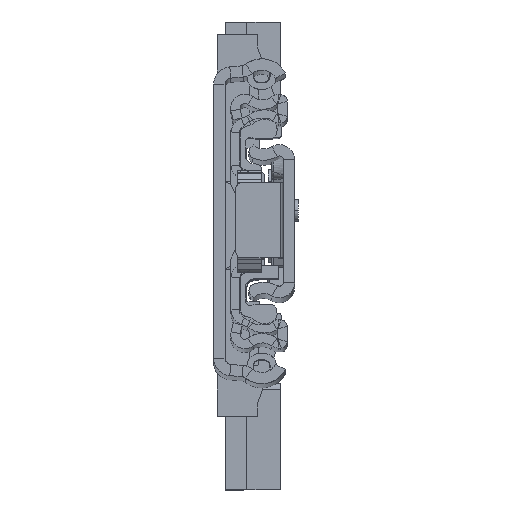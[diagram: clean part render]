
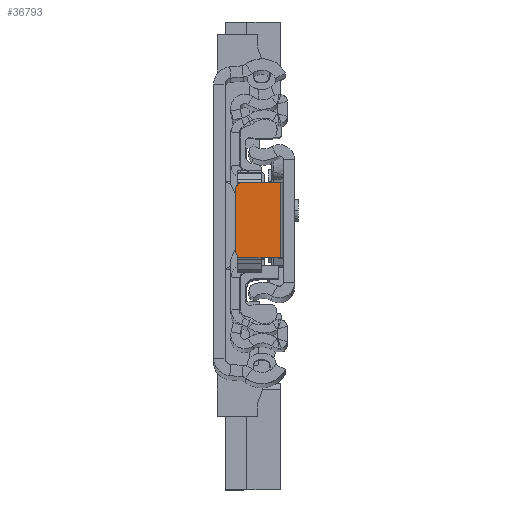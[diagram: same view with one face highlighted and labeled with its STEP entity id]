
A CAD part, top view. The second image highlights one B-rep face of the part: STEP entity #36793.
In plain terms, the highlighted planar face has unit normal (0, 0, 1).
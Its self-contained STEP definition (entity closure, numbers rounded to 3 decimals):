
#278 = CARTESIAN_POINT ( 'NONE',  ( -2.3, 6.151, -6.8 ) ) ;
#1013 = DIRECTION ( 'NONE',  ( 1., 0., 0. ) ) ;
#1744 = CARTESIAN_POINT ( 'NONE',  ( -9.4, 6.151, -6.8 ) ) ;
#1946 = LINE ( 'NONE', #15198, #5795 ) ;
#3096 = CIRCLE ( 'NONE', #9331, 1. ) ;
#3650 = VERTEX_POINT ( 'NONE', #34747 ) ;
#5795 = VECTOR ( 'NONE', #28536, 1000. ) ;
#6972 = VERTEX_POINT ( 'NONE', #41843 ) ;
#6991 = VECTOR ( 'NONE', #34508, 1000. ) ;
#7976 = ORIENTED_EDGE ( 'NONE', *, *, #11142, .T. ) ;
#8506 = CARTESIAN_POINT ( 'NONE',  ( 0., 0., -6.8 ) ) ;
#9331 = AXIS2_PLACEMENT_3D ( 'NONE', #24767, #28254, #1013 ) ;
#9412 = CARTESIAN_POINT ( 'NONE',  ( -1.8, 6.151, -6.8 ) ) ;
#9461 = DIRECTION ( 'NONE',  ( 0., 0., 1. ) ) ;
#9854 = ORIENTED_EDGE ( 'NONE', *, *, #17827, .F. ) ;
#10469 = LINE ( 'NONE', #23592, #37185 ) ;
#11142 = EDGE_CURVE ( 'NONE', #33301, #6972, #19806, .T. ) ;
#11508 = LINE ( 'NONE', #1744, #6991 ) ;
#11850 = ORIENTED_EDGE ( 'NONE', *, *, #16575, .F. ) ;
#12093 = CARTESIAN_POINT ( 'NONE',  ( -2.3, -5.849, -6.8 ) ) ;
#12360 = CARTESIAN_POINT ( 'NONE',  ( -9.4, -4.849, -6.8 ) ) ;
#13145 = DIRECTION ( 'NONE',  ( 1., 0., 0. ) ) ;
#15198 = CARTESIAN_POINT ( 'NONE',  ( -9.4, -5.849, -6.8 ) ) ;
#16575 = EDGE_CURVE ( 'NONE', #39510, #27888, #10469, .T. ) ;
#17434 = EDGE_CURVE ( 'NONE', #18169, #3650, #3096, .T. ) ;
#17827 = EDGE_CURVE ( 'NONE', #33301, #3650, #11508, .T. ) ;
#18169 = VERTEX_POINT ( 'NONE', #39599 ) ;
#19428 = FACE_OUTER_BOUND ( 'NONE', #34495, .T. ) ;
#19806 = CIRCLE ( 'NONE', #35162, 1. ) ;
#20415 = EDGE_CURVE ( 'NONE', #18169, #39510, #32123, .T. ) ;
#22260 = PLANE ( 'NONE',  #32222 ) ;
#23592 = CARTESIAN_POINT ( 'NONE',  ( -2.3, 6.151, -6.8 ) ) ;
#23816 = DIRECTION ( 'NONE',  ( 0., -1., 0. ) ) ;
#24767 = CARTESIAN_POINT ( 'NONE',  ( -8.4, 5.151, -6.8 ) ) ;
#26268 = VECTOR ( 'NONE', #26445, 1000. ) ;
#26445 = DIRECTION ( 'NONE',  ( 1., 0., 0. ) ) ;
#27523 = ORIENTED_EDGE ( 'NONE', *, *, #20415, .F. ) ;
#27888 = VERTEX_POINT ( 'NONE', #12093 ) ;
#28254 = DIRECTION ( 'NONE',  ( 0., 0., 1. ) ) ;
#28536 = DIRECTION ( 'NONE',  ( -1., 0., 0. ) ) ;
#29138 = EDGE_CURVE ( 'NONE', #27888, #6972, #1946, .T. ) ;
#32092 = DIRECTION ( 'NONE',  ( 0., 0., 1. ) ) ;
#32123 = LINE ( 'NONE', #9412, #26268 ) ;
#32222 = AXIS2_PLACEMENT_3D ( 'NONE', #8506, #32092, #42151 ) ;
#33301 = VERTEX_POINT ( 'NONE', #12360 ) ;
#34495 = EDGE_LOOP ( 'NONE', ( #9854, #7976, #41278, #11850, #27523, #37952 ) ) ;
#34508 = DIRECTION ( 'NONE',  ( 0., 1., 0. ) ) ;
#34747 = CARTESIAN_POINT ( 'NONE',  ( -9.4, 5.151, -6.8 ) ) ;
#35162 = AXIS2_PLACEMENT_3D ( 'NONE', #39397, #9461, #13145 ) ;
#36793 = ADVANCED_FACE ( 'NONE', ( #19428 ), #22260, .T. ) ;
#37185 = VECTOR ( 'NONE', #23816, 1000. ) ;
#37952 = ORIENTED_EDGE ( 'NONE', *, *, #17434, .T. ) ;
#39397 = CARTESIAN_POINT ( 'NONE',  ( -8.4, -4.849, -6.8 ) ) ;
#39510 = VERTEX_POINT ( 'NONE', #278 ) ;
#39599 = CARTESIAN_POINT ( 'NONE',  ( -8.4, 6.151, -6.8 ) ) ;
#41278 = ORIENTED_EDGE ( 'NONE', *, *, #29138, .F. ) ;
#41843 = CARTESIAN_POINT ( 'NONE',  ( -8.4, -5.849, -6.8 ) ) ;
#42151 = DIRECTION ( 'NONE',  ( 1., 0., 0. ) ) ;
